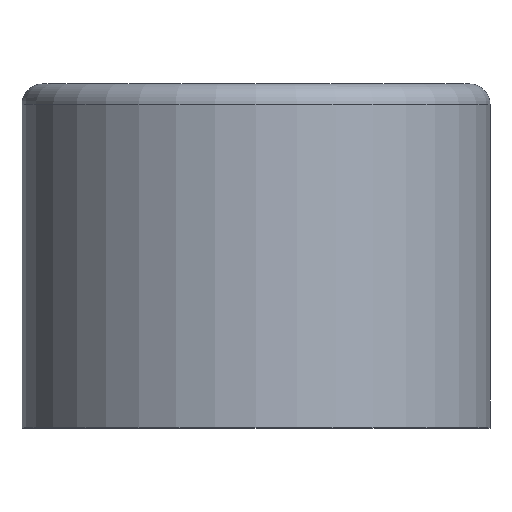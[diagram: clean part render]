
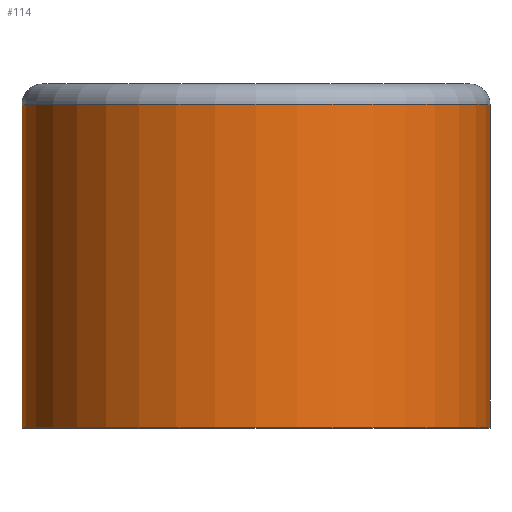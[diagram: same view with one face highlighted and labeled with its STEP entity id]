
A CAD part, top view. The second image highlights one B-rep face of the part: STEP entity #114.
In plain terms, the highlighted cylindrical face has radius 34 mm (diameter 68 mm), a full revolution.
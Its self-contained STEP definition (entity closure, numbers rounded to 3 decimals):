
#4 = DIRECTION ( 'NONE',  ( 0., -1., 0. ) ) ;
#15 = EDGE_CURVE ( 'NONE', #118, #118, #111, .T. ) ;
#23 = EDGE_LOOP ( 'NONE', ( #93 ) ) ;
#47 = EDGE_LOOP ( 'NONE', ( #248 ) ) ;
#48 = CARTESIAN_POINT ( 'NONE',  ( 0., 0., 0. ) ) ;
#53 = AXIS2_PLACEMENT_3D ( 'NONE', #48, #4, #125 ) ;
#79 = CARTESIAN_POINT ( 'NONE',  ( 0., -1489.732, 0. ) ) ;
#86 = CARTESIAN_POINT ( 'NONE',  ( 0., 0., -34. ) ) ;
#89 = AXIS2_PLACEMENT_3D ( 'NONE', #157, #131, #182 ) ;
#93 = ORIENTED_EDGE ( 'NONE', *, *, #226, .T. ) ;
#111 = CIRCLE ( 'NONE', #53, 34. ) ;
#114 = ADVANCED_FACE ( 'NONE', ( #148, #218 ), #224, .T. ) ;
#118 = VERTEX_POINT ( 'NONE', #86 ) ;
#125 = DIRECTION ( 'NONE',  ( 0., 0., -1. ) ) ;
#131 = DIRECTION ( 'NONE',  ( 0., -1., 0. ) ) ;
#141 = CIRCLE ( 'NONE', #89, 34. ) ;
#148 = FACE_OUTER_BOUND ( 'NONE', #23, .T. ) ;
#155 = DIRECTION ( 'NONE',  ( 0., 0., -1. ) ) ;
#157 = CARTESIAN_POINT ( 'NONE',  ( 0., 47., 0. ) ) ;
#169 = DIRECTION ( 'NONE',  ( 0., -1., 0. ) ) ;
#172 = VERTEX_POINT ( 'NONE', #200 ) ;
#178 = AXIS2_PLACEMENT_3D ( 'NONE', #79, #169, #155 ) ;
#182 = DIRECTION ( 'NONE',  ( 0., 0., 1. ) ) ;
#200 = CARTESIAN_POINT ( 'NONE',  ( 0., 47., 34. ) ) ;
#218 = FACE_OUTER_BOUND ( 'NONE', #47, .T. ) ;
#224 = CYLINDRICAL_SURFACE ( 'NONE', #178, 34. ) ;
#226 = EDGE_CURVE ( 'NONE', #172, #172, #141, .T. ) ;
#248 = ORIENTED_EDGE ( 'NONE', *, *, #15, .F. ) ;
